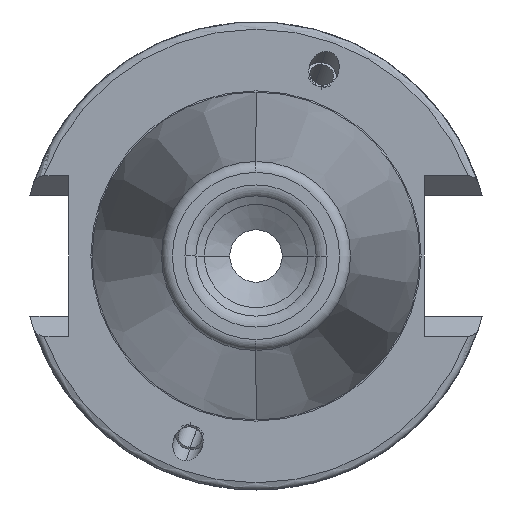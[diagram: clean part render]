
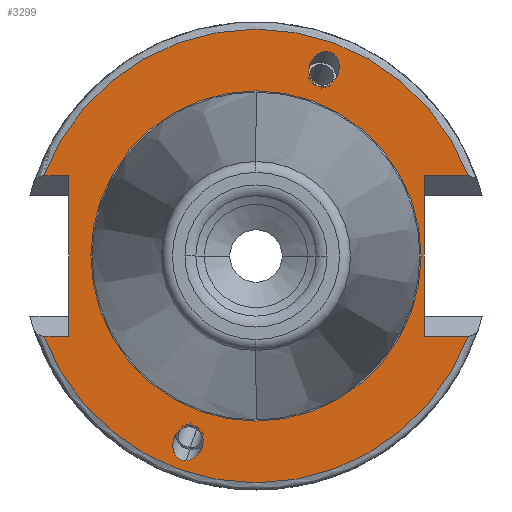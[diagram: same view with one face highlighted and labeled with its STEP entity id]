
A CAD part, left-side view. The second image highlights one B-rep face of the part: STEP entity #3299.
In plain terms, the highlighted planar face has unit normal (-1, 0, 0).
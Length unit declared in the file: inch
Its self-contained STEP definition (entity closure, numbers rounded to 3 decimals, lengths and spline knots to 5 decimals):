
#595=CARTESIAN_POINT('',(0.039,0.,0.));
#596=DIRECTION('',(-1.,0.,0.));
#597=DIRECTION('',(0.,0.935,-0.353));
#598=AXIS2_PLACEMENT_3D('',#595,#596,#597);
#614=DIRECTION('',(0.,1.,0.));
#615=VECTOR('',#614,0.13284);
#616=CARTESIAN_POINT('',(0.039,1.,-0.428));
#617=LINE('',#616,#615);
#618=DIRECTION('',(0.,-1.,0.));
#619=VECTOR('',#618,0.13284);
#620=CARTESIAN_POINT('',(0.039,1.13284,0.428));
#621=LINE('',#620,#619);
#622=DIRECTION('',(0.,-1.,0.));
#623=VECTOR('',#622,0.23521);
#624=CARTESIAN_POINT('',(0.039,-0.89764,0.428));
#625=LINE('',#624,#623);
#626=DIRECTION('',(0.,1.,0.));
#627=VECTOR('',#626,0.23521);
#628=CARTESIAN_POINT('',(0.039,-1.13284,-0.428));
#629=LINE('',#628,#627);
#630=CARTESIAN_POINT('',(0.039,0.,0.));
#631=DIRECTION('',(1.,0.,0.));
#632=DIRECTION('',(0.,1.,0.));
#633=AXIS2_PLACEMENT_3D('',#630,#631,#632);
#635=CARTESIAN_POINT('',(0.039,0.,0.));
#636=DIRECTION('',(1.,0.,0.));
#637=DIRECTION('',(0.,-1.,0.));
#638=AXIS2_PLACEMENT_3D('',#635,#636,#637);
#640=CARTESIAN_POINT('',(0.039,0.37393,-1.09314));
#641=CARTESIAN_POINT('',(0.039,0.36447,-1.09314));
#642=CARTESIAN_POINT('',(0.039,0.34358,-1.0891));
#643=CARTESIAN_POINT('',(0.039,0.31264,-1.06759));
#644=CARTESIAN_POINT('',(0.039,0.29053,-1.03375));
#645=CARTESIAN_POINT('',(0.039,0.28155,-0.99889));
#646=CARTESIAN_POINT('',(0.039,0.28286,-0.96402));
#647=CARTESIAN_POINT('',(0.039,0.29753,-0.93018));
#648=CARTESIAN_POINT('',(0.039,0.32374,-0.90867));
#649=CARTESIAN_POINT('',(0.039,0.34374,-0.90463));
#650=CARTESIAN_POINT('',(0.039,0.3532,-0.90463));
#652=CARTESIAN_POINT('',(0.039,0.3532,-0.90463));
#653=CARTESIAN_POINT('',(0.039,0.36266,-0.90463));
#654=CARTESIAN_POINT('',(0.039,0.38355,-0.90867));
#655=CARTESIAN_POINT('',(0.039,0.41449,-0.93018));
#656=CARTESIAN_POINT('',(0.039,0.4366,-0.96402));
#657=CARTESIAN_POINT('',(0.039,0.44558,-0.99889));
#658=CARTESIAN_POINT('',(0.039,0.44427,-1.03375));
#659=CARTESIAN_POINT('',(0.039,0.4296,-1.06759));
#660=CARTESIAN_POINT('',(0.039,0.40339,-1.0891));
#661=CARTESIAN_POINT('',(0.039,0.38339,-1.09314));
#662=CARTESIAN_POINT('',(0.039,0.37393,-1.09314));
#664=CARTESIAN_POINT('',(0.039,-0.37393,1.09314));
#665=CARTESIAN_POINT('',(0.039,-0.36447,1.09314));
#666=CARTESIAN_POINT('',(0.039,-0.34358,1.0891));
#667=CARTESIAN_POINT('',(0.039,-0.31264,1.06759));
#668=CARTESIAN_POINT('',(0.039,-0.29053,1.03375));
#669=CARTESIAN_POINT('',(0.039,-0.28155,0.99889));
#670=CARTESIAN_POINT('',(0.039,-0.28286,0.96402));
#671=CARTESIAN_POINT('',(0.039,-0.29753,0.93018));
#672=CARTESIAN_POINT('',(0.039,-0.32374,0.90867));
#673=CARTESIAN_POINT('',(0.039,-0.34374,0.90463));
#674=CARTESIAN_POINT('',(0.039,-0.3532,0.90463));
#676=CARTESIAN_POINT('',(0.039,-0.3532,0.90463));
#677=CARTESIAN_POINT('',(0.039,-0.36266,0.90463));
#678=CARTESIAN_POINT('',(0.039,-0.38355,0.90867));
#679=CARTESIAN_POINT('',(0.039,-0.41449,0.93018));
#680=CARTESIAN_POINT('',(0.039,-0.4366,0.96402));
#681=CARTESIAN_POINT('',(0.039,-0.44558,0.99889));
#682=CARTESIAN_POINT('',(0.039,-0.44427,1.03375));
#683=CARTESIAN_POINT('',(0.039,-0.4296,1.06759));
#684=CARTESIAN_POINT('',(0.039,-0.40339,1.0891));
#685=CARTESIAN_POINT('',(0.039,-0.38339,1.09314));
#686=CARTESIAN_POINT('',(0.039,-0.37393,1.09314));
#692=DIRECTION('',(0.,0.,-1.));
#693=VECTOR('',#692,0.856);
#694=CARTESIAN_POINT('',(0.039,1.,0.428));
#695=LINE('',#694,#693);
#746=DIRECTION('',(0.,0.,1.));
#747=VECTOR('',#746,0.856);
#748=CARTESIAN_POINT('',(0.039,-0.89764,-0.428));
#749=LINE('',#748,#747);
#777=CARTESIAN_POINT('',(0.039,0.,0.));
#778=DIRECTION('',(-1.,0.,0.));
#779=DIRECTION('',(0.,-0.935,0.353));
#780=AXIS2_PLACEMENT_3D('',#777,#778,#779);
#2166=CARTESIAN_POINT('',(0.039,1.13284,-0.428));
#2167=CARTESIAN_POINT('',(0.039,-1.13284,-0.428));
#2168=VERTEX_POINT('',#2166);
#2169=VERTEX_POINT('',#2167);
#2174=CARTESIAN_POINT('',(0.039,-1.13284,0.428));
#2175=CARTESIAN_POINT('',(0.039,1.13284,0.428));
#2176=VERTEX_POINT('',#2174);
#2177=VERTEX_POINT('',#2175);
#2228=CARTESIAN_POINT('',(0.039,1.,-0.428));
#2229=VERTEX_POINT('',#2228);
#2230=CARTESIAN_POINT('',(0.039,1.,0.428));
#2231=VERTEX_POINT('',#2230);
#2232=CARTESIAN_POINT('',(0.039,-0.89764,-0.428));
#2233=VERTEX_POINT('',#2232);
#2234=CARTESIAN_POINT('',(0.039,-0.89764,0.428));
#2235=VERTEX_POINT('',#2234);
#2248=VERTEX_POINT('',#640);
#2249=VERTEX_POINT('',#650);
#2262=VERTEX_POINT('',#664);
#2263=VERTEX_POINT('',#674);
#2424=CARTESIAN_POINT('',(0.039,0.8815,0.));
#2425=CARTESIAN_POINT('',(0.039,-0.8815,0.));
#2426=VERTEX_POINT('',#2424);
#2427=VERTEX_POINT('',#2425);
#3262=CARTESIAN_POINT('',(0.039,0.,0.));
#3263=DIRECTION('',(1.,0.,0.));
#3264=DIRECTION('',(0.,0.,1.));
#3265=AXIS2_PLACEMENT_3D('',#3262,#3263,#3264);
#3266=PLANE('',#3265);
#3267=ORIENTED_EDGE('',*,*,#3239,.F.);
#3268=ORIENTED_EDGE('',*,*,#3251,.F.);
#3270=ORIENTED_EDGE('',*,*,#3269,.F.);
#3272=ORIENTED_EDGE('',*,*,#3271,.F.);
#3274=ORIENTED_EDGE('',*,*,#3273,.F.);
#3276=ORIENTED_EDGE('',*,*,#3275,.F.);
#3278=ORIENTED_EDGE('',*,*,#3277,.F.);
#3280=ORIENTED_EDGE('',*,*,#3279,.F.);
#3281=EDGE_LOOP('',(#3267,#3268,#3270,#3272,#3274,#3276,#3278,#3280));
#3282=FACE_OUTER_BOUND('',#3281,.F.);
#3283=ORIENTED_EDGE('',*,*,#2525,.F.);
#3284=ORIENTED_EDGE('',*,*,#2540,.F.);
#3285=EDGE_LOOP('',(#3283,#3284));
#3286=FACE_BOUND('',#3285,.F.);
#3288=ORIENTED_EDGE('',*,*,#3287,.T.);
#3290=ORIENTED_EDGE('',*,*,#3289,.T.);
#3291=EDGE_LOOP('',(#3288,#3290));
#3292=FACE_BOUND('',#3291,.F.);
#3294=ORIENTED_EDGE('',*,*,#3293,.T.);
#3296=ORIENTED_EDGE('',*,*,#3295,.T.);
#3297=EDGE_LOOP('',(#3294,#3296));
#3298=FACE_BOUND('',#3297,.F.);
#3299=ADVANCED_FACE('',(#3282,#3286,#3292,#3298),#3266,.F.);
#599=CIRCLE('',#598,1.211);
#634=CIRCLE('',#633,0.8815);
#639=CIRCLE('',#638,0.8815);
#651=B_SPLINE_CURVE_WITH_KNOTS('',3,(#640,#641,#642,#643,#644,#645,#646,#647,
#648,#649,#650),.UNSPECIFIED.,.F.,.F.,(4,1,1,1,1,1,1,1,4),(0.,0.125,0.25,
0.375,0.5,0.625,0.75,0.875,1.),.UNSPECIFIED.);
#663=B_SPLINE_CURVE_WITH_KNOTS('',3,(#652,#653,#654,#655,#656,#657,#658,#659,
#660,#661,#662),.UNSPECIFIED.,.F.,.F.,(4,1,1,1,1,1,1,1,4),(0.,0.125,0.25,
0.375,0.5,0.625,0.75,0.875,1.),.UNSPECIFIED.);
#675=B_SPLINE_CURVE_WITH_KNOTS('',3,(#664,#665,#666,#667,#668,#669,#670,#671,
#672,#673,#674),.UNSPECIFIED.,.F.,.F.,(4,1,1,1,1,1,1,1,4),(0.,0.125,0.25,
0.375,0.5,0.625,0.75,0.875,1.),.UNSPECIFIED.);
#687=B_SPLINE_CURVE_WITH_KNOTS('',3,(#676,#677,#678,#679,#680,#681,#682,#683,
#684,#685,#686),.UNSPECIFIED.,.F.,.F.,(4,1,1,1,1,1,1,1,4),(0.,0.125,0.25,
0.375,0.5,0.625,0.75,0.875,1.),.UNSPECIFIED.);
#781=CIRCLE('',#780,1.211);
#2525=EDGE_CURVE('',#2426,#2427,#634,.T.);
#2540=EDGE_CURVE('',#2427,#2426,#639,.T.);
#3239=EDGE_CURVE('',#2168,#2169,#599,.T.);
#3251=EDGE_CURVE('',#2229,#2168,#617,.T.);
#3269=EDGE_CURVE('',#2231,#2229,#695,.T.);
#3271=EDGE_CURVE('',#2177,#2231,#621,.T.);
#3273=EDGE_CURVE('',#2176,#2177,#781,.T.);
#3275=EDGE_CURVE('',#2235,#2176,#625,.T.);
#3277=EDGE_CURVE('',#2233,#2235,#749,.T.);
#3279=EDGE_CURVE('',#2169,#2233,#629,.T.);
#3287=EDGE_CURVE('',#2248,#2249,#651,.T.);
#3289=EDGE_CURVE('',#2249,#2248,#663,.T.);
#3293=EDGE_CURVE('',#2262,#2263,#675,.T.);
#3295=EDGE_CURVE('',#2263,#2262,#687,.T.);
